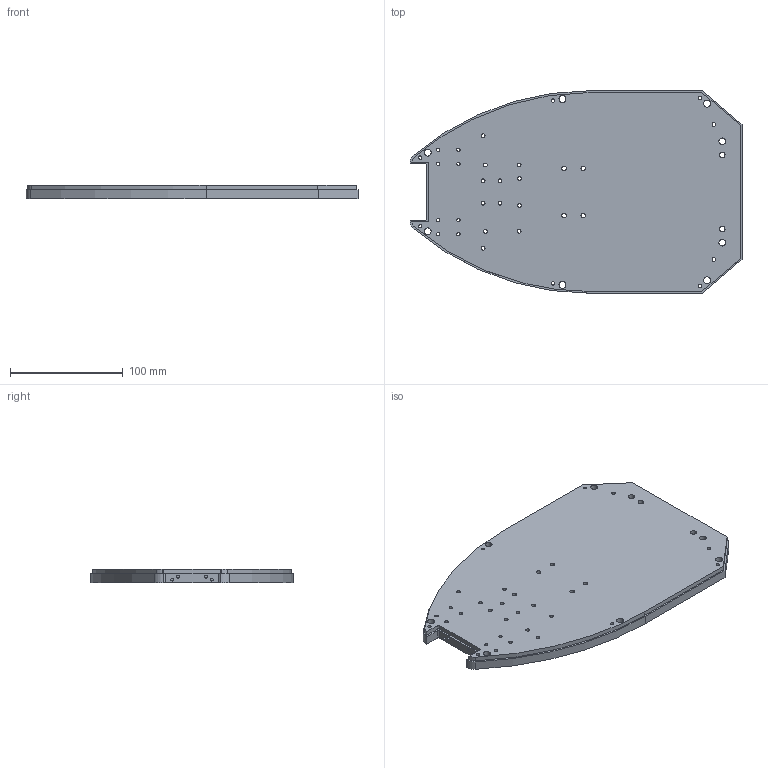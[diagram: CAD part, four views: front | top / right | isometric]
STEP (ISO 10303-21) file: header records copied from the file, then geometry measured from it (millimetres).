
FILE_DESCRIPTION (( 'STEP AP203' ), '1' );
FILE_NAME ('Haptic_Base_Part_26_X1_Default_sldprt.STEP', '2023-08-01T11:31:00', ( '' ), ( '' ), 'SwSTEP 2.0', 'SolidWorks 2022', '' );
FILE_SCHEMA (( 'CONFIG_CONTROL_DESIGN' ));
Length unit declared in the file: millimetre
Products named in the file (1): Haptic_Base_Part_26_X1_Default_sldprt
Bounding box: 295 x 180 x 12 mm (x, y, z)
Volume: 520394.3 mm3; surface area: 108492.1 mm2
Topology: 1 solids, 1 shells, 219 faces, 546 edges, 364 vertices
Faces by surface type: cylinder 160, plane 55, bspline 4
Entity records: 7093 total; most frequent: CARTESIAN_POINT 1306, DIRECTION 1290, ORIENTED_EDGE 1092, EDGE_CURVE 546, AXIS2_PLACEMENT_3D 536, VERTEX_POINT 364, EDGE_LOOP 338, CIRCLE 320
